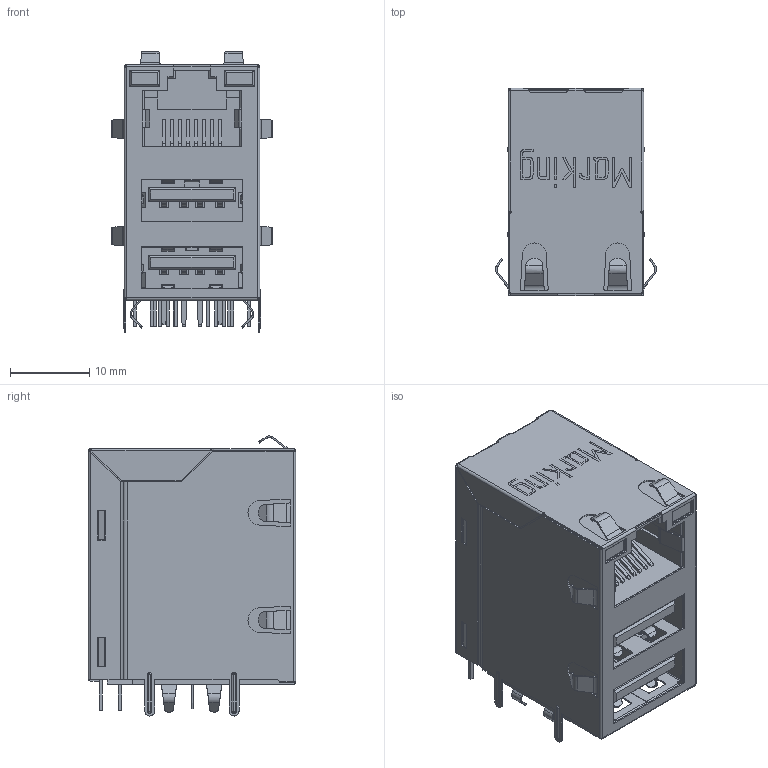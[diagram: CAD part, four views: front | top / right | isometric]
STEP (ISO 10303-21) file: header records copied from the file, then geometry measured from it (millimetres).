
FILE_DESCRIPTION(/* description */ ('Unknown'),/* implementation_level */ '2;1');
FILE_NAME(/* name */ 'T_Wurth_WE-RJ45LAN_7497111611A',/* time_stamp */ '2025-08-21T10:37:25+08:00',/* author */ ('Unknown'),/* organization */ ('Unknown'),/* preprocessor_version */ 'ST-DEVELOPER v19.4',/* originating_system */ 'Solid Edge',/* authorisation */ 'Unknown');
FILE_SCHEMA (('AUTOMOTIVE_DESIGN {1 0 10303 214 3 1 1}'));
Products named in the file (2): T_Wurth_WE-RJ45LAN_7497111611A
Assembly tree (1 placements, depth 2):
  T_Wurth_WE-RJ45LAN_7497111611A
    T_Wurth_WE-RJ45LAN_7497111611A
Bounding box: 20.28 x 26.09 x 35.27 mm (x, y, z)
Volume: 10105.6 mm3; surface area: 15613 mm2
Topology: 13 solids, 13 shells, 2213 faces, 5838 edges, 3686 vertices
Faces by surface type: plane 1505, cylinder 582, bspline 106, torus 16, sphere 4
Entity records: 73375 total; most frequent: CARTESIAN_POINT 14872, ORIENTED_EDGE 11668, DIRECTION 10515, EDGE_CURVE 5834, LINE 4501, VECTOR 4501, VERTEX_POINT 3686, AXIS2_PLACEMENT_3D 3007
